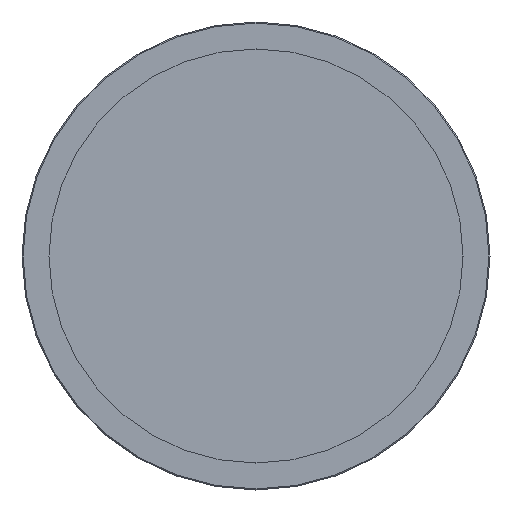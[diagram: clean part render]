
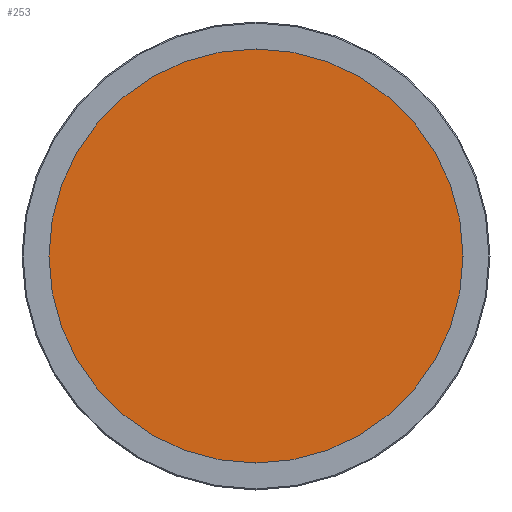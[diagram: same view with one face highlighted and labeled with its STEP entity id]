
A CAD part, front view. The second image highlights one B-rep face of the part: STEP entity #253.
In plain terms, the highlighted planar face has unit normal (0, -1, 0).
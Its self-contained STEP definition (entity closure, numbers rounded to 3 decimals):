
#20=PLANE('',#302);
#33=FACE_OUTER_BOUND('',#49,.T.);
#49=EDGE_LOOP('',(#191,#192));
#88=CIRCLE('',#300,57.5);
#89=CIRCLE('',#301,57.5);
#113=VERTEX_POINT('',#445);
#114=VERTEX_POINT('',#446);
#141=EDGE_CURVE('',#113,#114,#88,.T.);
#142=EDGE_CURVE('',#114,#113,#89,.T.);
#191=ORIENTED_EDGE('',*,*,#141,.T.);
#192=ORIENTED_EDGE('',*,*,#142,.T.);
#253=ADVANCED_FACE('',(#33),#20,.T.);
#300=AXIS2_PLACEMENT_3D('',#447,#364,#365);
#301=AXIS2_PLACEMENT_3D('',#448,#366,#367);
#302=AXIS2_PLACEMENT_3D('',#450,#369,#370);
#364=DIRECTION('center_axis',(0.,-1.,0.));
#365=DIRECTION('ref_axis',(1.,0.,0.));
#366=DIRECTION('center_axis',(0.,-1.,0.));
#367=DIRECTION('ref_axis',(1.,0.,0.));
#369=DIRECTION('center_axis',(0.,-1.,0.));
#370=DIRECTION('ref_axis',(0.,0.,-1.));
#445=CARTESIAN_POINT('',(57.5,0.,0.));
#446=CARTESIAN_POINT('',(-57.5,0.,0.));
#447=CARTESIAN_POINT('Origin',(0.,0.,
0.));
#448=CARTESIAN_POINT('Origin',(0.,0.,
0.));
#450=CARTESIAN_POINT('Origin',(28.75,0.,0.));
